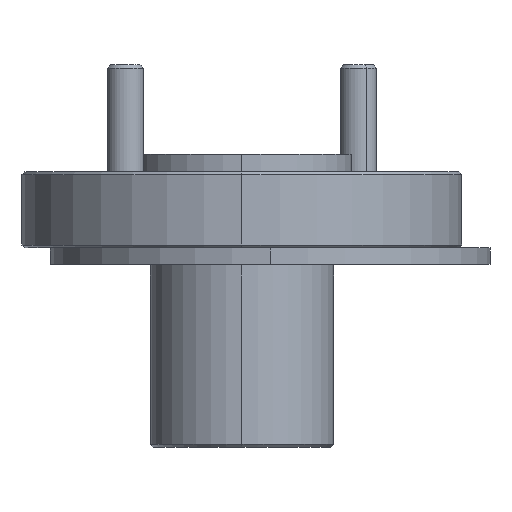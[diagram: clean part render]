
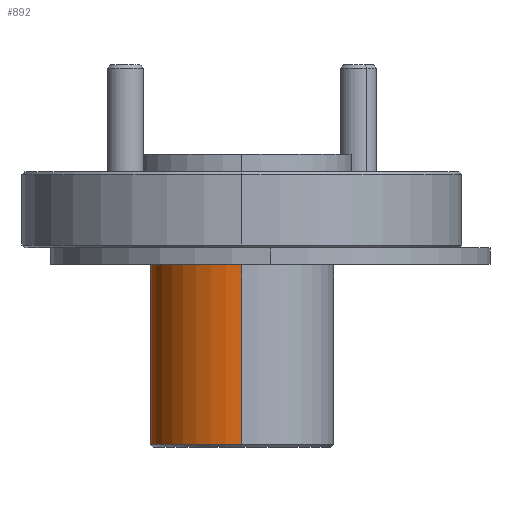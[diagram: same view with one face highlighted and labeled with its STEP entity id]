
A CAD part, left-side view. The second image highlights one B-rep face of the part: STEP entity #892.
In plain terms, the highlighted cylindrical face has radius 3.975 mm (diameter 7.95 mm), a partial arc.
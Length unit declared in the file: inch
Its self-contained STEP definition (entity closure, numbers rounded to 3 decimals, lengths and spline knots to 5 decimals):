
#79 = EDGE_CURVE ( 'NONE', #1151, #1306, #2725, .T. ) ;
#111 = DIRECTION ( 'NONE',  ( 0., 0., 1. ) ) ;
#117 = ORIENTED_EDGE ( 'NONE', *, *, #1030, .T. ) ;
#241 = CARTESIAN_POINT ( 'NONE',  ( -0.89708, 1.22239, -0.43709 ) ) ;
#356 = CARTESIAN_POINT ( 'NONE',  ( -0.74058, 1.22239, -0.77709 ) ) ;
#520 = CARTESIAN_POINT ( 'NONE',  ( -0.74058, 1.22239, -0.77209 ) ) ;
#532 = CIRCLE ( 'NONE', #2412, 0.1565 ) ;
#588 = DIRECTION ( 'NONE',  ( -1., 0., 0. ) ) ;
#642 = VERTEX_POINT ( 'NONE', #1839 ) ;
#652 = AXIS2_PLACEMENT_3D ( 'NONE', #241, #2496, #2939 ) ;
#686 = VERTEX_POINT ( 'NONE', #1180 ) ;
#727 = LINE ( 'NONE', #1833, #2409 ) ;
#803 = DIRECTION ( 'NONE',  ( 1., 0., 0. ) ) ;
#892 = ADVANCED_FACE ( 'NONE', ( #1861 ), #2529, .T. ) ;
#1030 = EDGE_CURVE ( 'NONE', #642, #1306, #2255, .T. ) ;
#1151 = VERTEX_POINT ( 'NONE', #520 ) ;
#1180 = CARTESIAN_POINT ( 'NONE',  ( -1.05358, 1.22239, -0.77209 ) ) ;
#1306 = VERTEX_POINT ( 'NONE', #1915 ) ;
#1402 = EDGE_CURVE ( 'NONE', #1151, #686, #532, .T. ) ;
#1478 = CARTESIAN_POINT ( 'NONE',  ( -0.89708, 1.22239, -0.77209 ) ) ;
#1649 = EDGE_CURVE ( 'NONE', #686, #642, #727, .T. ) ;
#1776 = ORIENTED_EDGE ( 'NONE', *, *, #1402, .T. ) ;
#1833 = CARTESIAN_POINT ( 'NONE',  ( -1.05358, 1.22239, -0.77709 ) ) ;
#1839 = CARTESIAN_POINT ( 'NONE',  ( -1.05358, 1.22239, -0.43709 ) ) ;
#1861 = FACE_OUTER_BOUND ( 'NONE', #2545, .T. ) ;
#1915 = CARTESIAN_POINT ( 'NONE',  ( -0.74058, 1.22239, -0.43709 ) ) ;
#1938 = CARTESIAN_POINT ( 'NONE',  ( -0.89708, 1.22239, -0.77709 ) ) ;
#1946 = DIRECTION ( 'NONE',  ( 0., 0., 1. ) ) ;
#2173 = DIRECTION ( 'NONE',  ( 0., 0., 1. ) ) ;
#2221 = ORIENTED_EDGE ( 'NONE', *, *, #1649, .T. ) ;
#2255 = CIRCLE ( 'NONE', #652, 0.1565 ) ;
#2409 = VECTOR ( 'NONE', #2738, 39.37008 ) ;
#2412 = AXIS2_PLACEMENT_3D ( 'NONE', #1478, #1946, #588 ) ;
#2496 = DIRECTION ( 'NONE',  ( 0., 0., -1. ) ) ;
#2529 = CYLINDRICAL_SURFACE ( 'NONE', #2637, 0.1565 ) ;
#2545 = EDGE_LOOP ( 'NONE', ( #1776, #2221, #117, #2853 ) ) ;
#2637 = AXIS2_PLACEMENT_3D ( 'NONE', #1938, #2173, #803 ) ;
#2725 = LINE ( 'NONE', #356, #2932 ) ;
#2738 = DIRECTION ( 'NONE',  ( 0., 0., 1. ) ) ;
#2853 = ORIENTED_EDGE ( 'NONE', *, *, #79, .F. ) ;
#2932 = VECTOR ( 'NONE', #111, 39.37008 ) ;
#2939 = DIRECTION ( 'NONE',  ( 1., 0., 0. ) ) ;
